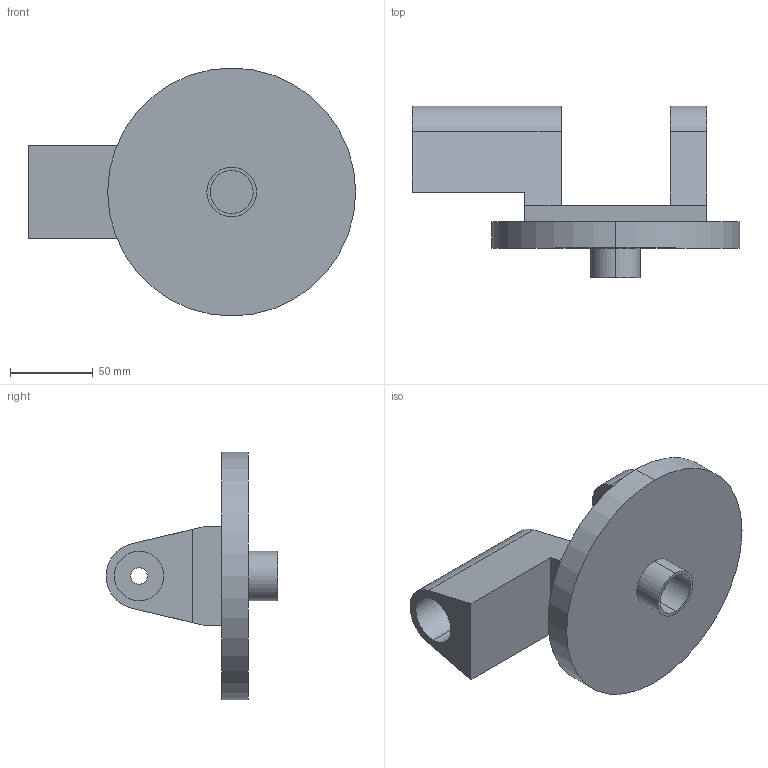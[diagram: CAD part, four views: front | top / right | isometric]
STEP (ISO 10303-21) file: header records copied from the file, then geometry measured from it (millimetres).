
FILE_DESCRIPTION (( 'STEP AP203' ), '1' );
FILE_NAME ('Base de eslabon 1_Predeterminado_sldprt.STEP', '2025-03-13T21:55:57', ( '' ), ( '' ), 'SwSTEP 2.0', 'SolidWorks 2024', '' );
FILE_SCHEMA (( 'CONFIG_CONTROL_DESIGN' ));
Length unit declared in the file: millimetre
Products named in the file (1): Base de eslabon 1_Predeterminado_sldprt
Bounding box: 198 x 104 x 150 mm (x, y, z)
Volume: 549811.6 mm3; surface area: 86198.8 mm2
Topology: 1 solids, 1 shells, 47 faces, 104 edges, 68 vertices
Faces by surface type: cylinder 24, plane 23
Entity records: 1399 total; most frequent: DIRECTION 248, CARTESIAN_POINT 220, ORIENTED_EDGE 208, EDGE_CURVE 104, AXIS2_PLACEMENT_3D 96, VERTEX_POINT 68, EDGE_LOOP 60, LINE 56
